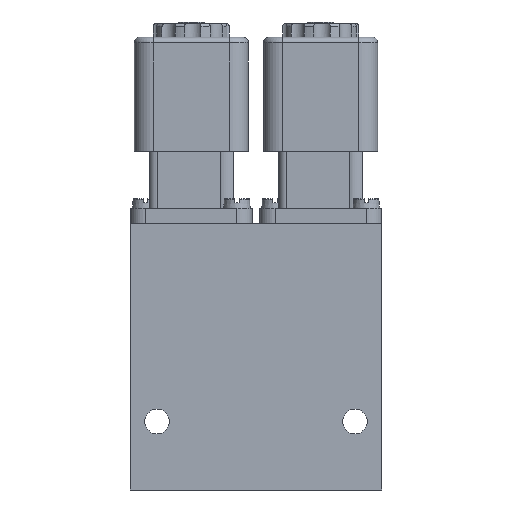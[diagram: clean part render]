
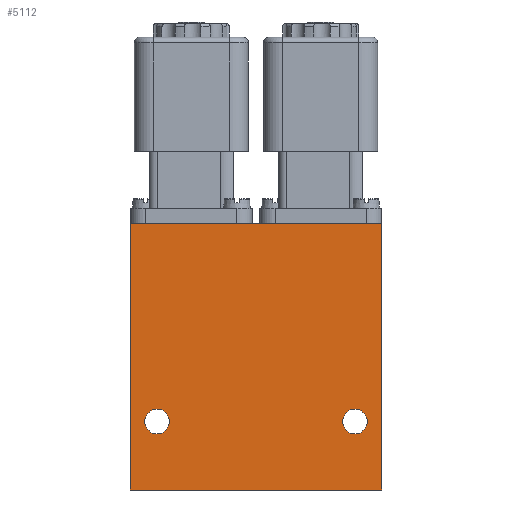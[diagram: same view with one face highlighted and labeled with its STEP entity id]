
A CAD part, front view. The second image highlights one B-rep face of the part: STEP entity #5112.
In plain terms, the highlighted planar face has unit normal (0, -1, 0).
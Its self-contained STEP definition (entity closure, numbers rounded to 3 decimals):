
#4520=CARTESIAN_POINT('',(34.,-13.,70.0));
#4521=VERTEX_POINT('',#4520);
#4552=CARTESIAN_POINT('',(10.,-13.,70.0));
#4553=VERTEX_POINT('',#4552);
#4560=CARTESIAN_POINT('',(34.,-13.,70.0));
#4561=DIRECTION('',(-1.0,0.0,0.0));
#4562=VECTOR('',#4561,24.);
#4563=LINE('',#4560,#4562);
#4564=EDGE_CURVE('',#4521,#4553,#4563,.T.);
#4677=CARTESIAN_POINT('',(38.0,-13.,70.0));
#4678=VERTEX_POINT('',#4677);
#4679=CARTESIAN_POINT('',(38.0,-13.,70.0));
#4680=DIRECTION('',(-1.0,0.0,0.0));
#4681=VECTOR('',#4680,4.);
#4682=LINE('',#4679,#4681);
#4683=EDGE_CURVE('',#4678,#4521,#4682,.T.);
#4784=CARTESIAN_POINT('',(-24.25,-13.,18.0));
#4785=VERTEX_POINT('',#4784);
#4786=CARTESIAN_POINT('',(-21.0,-13.,18.0));
#4787=DIRECTION('',(0.0,1.0,0.0));
#4788=DIRECTION('',(1.0,0.0,0.0));
#4789=AXIS2_PLACEMENT_3D('',#4786,#4787,#4788);
#4790=CIRCLE('',#4789,3.25);
#4791=EDGE_CURVE('',#4785,#4785,#4790,.T.);
#4852=CARTESIAN_POINT('',(27.75,-13.,18.0));
#4853=VERTEX_POINT('',#4852);
#4854=CARTESIAN_POINT('',(31.0,-13.,18.0));
#4855=DIRECTION('',(0.0,1.0,0.0));
#4856=DIRECTION('',(1.0,0.0,0.0));
#4857=AXIS2_PLACEMENT_3D('',#4854,#4855,#4856);
#4858=CIRCLE('',#4857,3.25);
#4859=EDGE_CURVE('',#4853,#4853,#4858,.T.);
#5030=CARTESIAN_POINT('',(38.0,-13.,0.0));
#5031=VERTEX_POINT('',#5030);
#5032=CARTESIAN_POINT('',(38.0,-13.,0.0));
#5033=DIRECTION('',(0.0,0.0,1.0));
#5034=VECTOR('',#5033,70.0);
#5035=LINE('',#5032,#5034);
#5036=EDGE_CURVE('',#5031,#4678,#5035,.T.);
#5058=CARTESIAN_POINT('',(38.0,-13.,0.0));
#5059=DIRECTION('',(0.0,-1.0,0.0));
#5060=DIRECTION('',(0.0,0.0,-1.0));
#5061=AXIS2_PLACEMENT_3D('',#5058,#5059,#5060);
#5062=PLANE('',#5061);
#5063=ORIENTED_EDGE('',*,*,#4683,.T.);
#5064=ORIENTED_EDGE('',*,*,#4564,.T.);
#5065=CARTESIAN_POINT('',(0.,-13.,70.));
#5066=VERTEX_POINT('',#5065);
#5067=CARTESIAN_POINT('',(10.,-13.,70.0));
#5068=DIRECTION('',(-1.0,0.0,0.0));
#5069=VECTOR('',#5068,10.);
#5070=LINE('',#5067,#5069);
#5071=EDGE_CURVE('',#4553,#5066,#5070,.T.);
#5072=ORIENTED_EDGE('',*,*,#5071,.T.);
#5073=CARTESIAN_POINT('',(-24.,-13.,70.));
#5074=VERTEX_POINT('',#5073);
#5075=CARTESIAN_POINT('',(0.,-13.,70.0));
#5076=DIRECTION('',(-1.0,0.0,0.0));
#5077=VECTOR('',#5076,24.);
#5078=LINE('',#5075,#5077);
#5079=EDGE_CURVE('',#5066,#5074,#5078,.T.);
#5080=ORIENTED_EDGE('',*,*,#5079,.T.);
#5081=CARTESIAN_POINT('',(-28.,-13.0,70.0));
#5082=VERTEX_POINT('',#5081);
#5083=CARTESIAN_POINT('',(-24.,-13.0,70.0));
#5084=DIRECTION('',(-1.0,0.0,0.0));
#5085=VECTOR('',#5084,4.);
#5086=LINE('',#5083,#5085);
#5087=EDGE_CURVE('',#5074,#5082,#5086,.T.);
#5088=ORIENTED_EDGE('',*,*,#5087,.T.);
#5089=CARTESIAN_POINT('',(-28.,-13.0,0.0));
#5090=VERTEX_POINT('',#5089);
#5091=CARTESIAN_POINT('',(-28.,-13.0,0.0));
#5092=DIRECTION('',(0.0,0.0,1.0));
#5093=VECTOR('',#5092,70.0);
#5094=LINE('',#5091,#5093);
#5095=EDGE_CURVE('',#5090,#5082,#5094,.T.);
#5096=ORIENTED_EDGE('',*,*,#5095,.F.);
#5097=CARTESIAN_POINT('',(38.0,-13.,0.0));
#5098=DIRECTION('',(-1.0,0.0,0.0));
#5099=VECTOR('',#5098,66.);
#5100=LINE('',#5097,#5099);
#5101=EDGE_CURVE('',#5031,#5090,#5100,.T.);
#5102=ORIENTED_EDGE('',*,*,#5101,.F.);
#5103=ORIENTED_EDGE('',*,*,#5036,.T.);
#5104=EDGE_LOOP('',(#5063,#5064,#5072,#5080,#5088,#5096,#5102,#5103));
#5105=FACE_OUTER_BOUND('',#5104,.T.);
#5106=ORIENTED_EDGE('',*,*,#4791,.T.);
#5107=EDGE_LOOP('',(#5106));
#5108=FACE_BOUND('',#5107,.T.);
#5109=ORIENTED_EDGE('',*,*,#4859,.T.);
#5110=EDGE_LOOP('',(#5109));
#5111=FACE_BOUND('',#5110,.T.);
#5112=ADVANCED_FACE('',(#5105,#5108,#5111),#5062,.T.);
